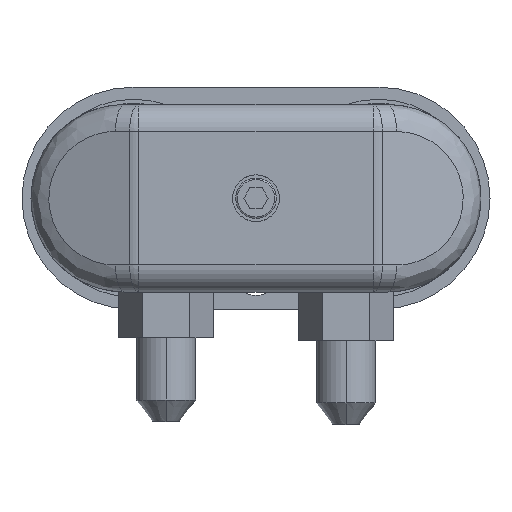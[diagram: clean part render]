
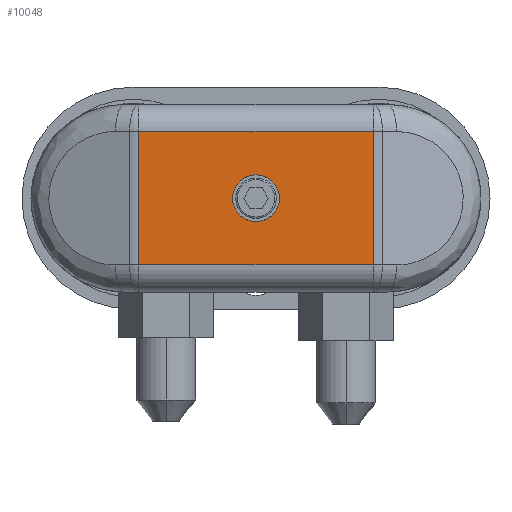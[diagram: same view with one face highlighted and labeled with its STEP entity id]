
A CAD part, front view. The second image highlights one B-rep face of the part: STEP entity #10048.
In plain terms, the highlighted planar face has unit normal (0, -1, 0).
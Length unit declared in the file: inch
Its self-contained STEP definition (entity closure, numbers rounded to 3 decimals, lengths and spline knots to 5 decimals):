
#1583=DIRECTION('',(0.,0.,1.));
#1584=VECTOR('',#1583,0.89);
#1585=CARTESIAN_POINT('',(0.71861,0.,-1.07));
#1586=LINE('',#1585,#1584);
#1587=DIRECTION('',(-1.,0.,0.));
#1588=VECTOR('',#1587,1.56278);
#1589=CARTESIAN_POINT('',(2.28139,0.,-0.18));
#1590=LINE('',#1589,#1588);
#1591=DIRECTION('',(0.,0.,1.));
#1592=VECTOR('',#1591,0.89);
#1593=CARTESIAN_POINT('',(2.28139,0.,-1.07));
#1594=LINE('',#1593,#1592);
#1595=DIRECTION('',(-1.,0.,0.));
#1596=VECTOR('',#1595,1.56278);
#1597=CARTESIAN_POINT('',(2.28139,0.,-1.07));
#1598=LINE('',#1597,#1596);
#1599=CARTESIAN_POINT('',(1.5,0.,-0.625));
#1600=DIRECTION('',(0.,1.,0.));
#1601=DIRECTION('',(-1.,0.,0.));
#1602=AXIS2_PLACEMENT_3D('',#1599,#1600,#1601);
#1604=CARTESIAN_POINT('',(1.5,0.,-0.625));
#1605=DIRECTION('',(0.,1.,0.));
#1606=DIRECTION('',(1.,0.,0.));
#1607=AXIS2_PLACEMENT_3D('',#1604,#1605,#1606);
#6719=CARTESIAN_POINT('',(1.344,0.,-0.625));
#6720=CARTESIAN_POINT('',(1.656,0.,-0.625));
#6721=VERTEX_POINT('',#6719);
#6722=VERTEX_POINT('',#6720);
#6839=CARTESIAN_POINT('',(2.28139,0.,-1.07));
#6840=VERTEX_POINT('',#6839);
#6841=CARTESIAN_POINT('',(2.28139,0.,-0.18));
#6842=VERTEX_POINT('',#6841);
#6851=CARTESIAN_POINT('',(0.71861,0.,-0.18));
#6853=VERTEX_POINT('',#6851);
#6859=CARTESIAN_POINT('',(0.71861,0.,-1.07));
#6860=VERTEX_POINT('',#6859);
#10029=CARTESIAN_POINT('',(0.,0.,0.));
#10030=DIRECTION('',(0.,-1.,0.));
#10031=DIRECTION('',(0.,0.,-1.));
#10032=AXIS2_PLACEMENT_3D('',#10029,#10030,#10031);
#10033=PLANE('',#10032);
#10034=ORIENTED_EDGE('',*,*,#10022,.T.);
#10035=ORIENTED_EDGE('',*,*,#8050,.F.);
#10037=ORIENTED_EDGE('',*,*,#10036,.F.);
#10039=ORIENTED_EDGE('',*,*,#10038,.T.);
#10040=EDGE_LOOP('',(#10034,#10035,#10037,#10039));
#10041=FACE_OUTER_BOUND('',#10040,.F.);
#10043=ORIENTED_EDGE('',*,*,#10042,.F.);
#10045=ORIENTED_EDGE('',*,*,#10044,.F.);
#10046=EDGE_LOOP('',(#10043,#10045));
#10047=FACE_BOUND('',#10046,.F.);
#10048=ADVANCED_FACE('',(#10041,#10047),#10033,.T.);
#1603=CIRCLE('',#1602,0.156);
#1608=CIRCLE('',#1607,0.156);
#8050=EDGE_CURVE('',#6842,#6853,#1590,.T.);
#10022=EDGE_CURVE('',#6860,#6853,#1586,.T.);
#10036=EDGE_CURVE('',#6840,#6842,#1594,.T.);
#10038=EDGE_CURVE('',#6840,#6860,#1598,.T.);
#10042=EDGE_CURVE('',#6721,#6722,#1603,.T.);
#10044=EDGE_CURVE('',#6722,#6721,#1608,.T.);
